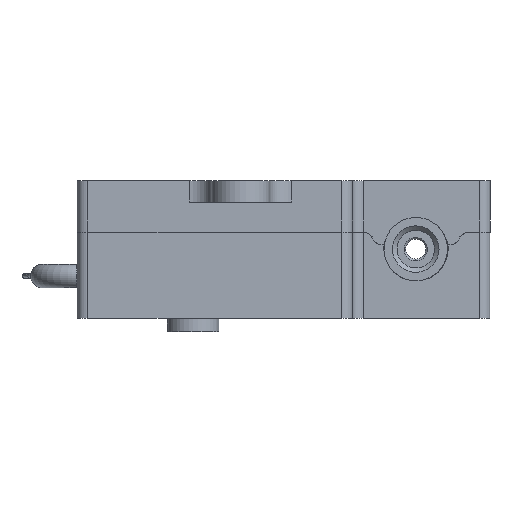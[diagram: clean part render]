
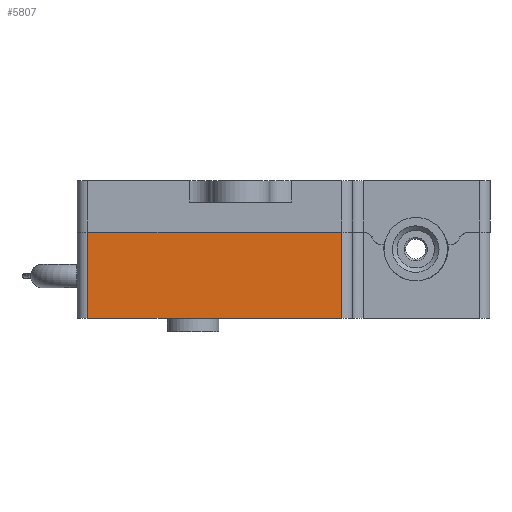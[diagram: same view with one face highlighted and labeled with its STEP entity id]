
A CAD part, front view. The second image highlights one B-rep face of the part: STEP entity #5807.
In plain terms, the highlighted planar face has unit normal (0, -1, 0).
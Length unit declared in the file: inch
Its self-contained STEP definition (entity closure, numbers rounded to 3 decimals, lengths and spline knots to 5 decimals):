
#716=FACE_OUTER_BOUND('',#1061,.T.);
#1061=EDGE_LOOP('',(#4372,#4373,#4374,#4375));
#1558=LINE('',#9271,#2087);
#1577=LINE('',#9333,#2106);
#1579=LINE('',#9339,#2108);
#1580=LINE('',#9340,#2109);
#2087=VECTOR('',#7386,0.3937);
#2106=VECTOR('',#7447,0.3937);
#2108=VECTOR('',#7453,0.3937);
#2109=VECTOR('',#7454,0.3937);
#2638=VERTEX_POINT('',#9268);
#2639=VERTEX_POINT('',#9270);
#2661=VERTEX_POINT('',#9332);
#2663=VERTEX_POINT('',#9338);
#3293=EDGE_CURVE('',#2639,#2638,#1558,.T.);
#3322=EDGE_CURVE('',#2639,#2661,#1577,.T.);
#3325=EDGE_CURVE('',#2663,#2638,#1579,.T.);
#3326=EDGE_CURVE('',#2661,#2663,#1580,.T.);
#4372=ORIENTED_EDGE('',*,*,#3322,.F.);
#4373=ORIENTED_EDGE('',*,*,#3293,.T.);
#4374=ORIENTED_EDGE('',*,*,#3325,.F.);
#4375=ORIENTED_EDGE('',*,*,#3326,.F.);
#5594=PLANE('',#6395);
#5807=ADVANCED_FACE('',(#716),#5594,.T.);
#6395=AXIS2_PLACEMENT_3D('',#9337,#7451,#7452);
#7386=DIRECTION('',(-1.,0.,0.));
#7447=DIRECTION('',(0.,0.,-1.));
#7451=DIRECTION('center_axis',(0.,-1.,0.));
#7452=DIRECTION('ref_axis',(0.,0.,-1.));
#7453=DIRECTION('',(0.,0.,1.));
#7454=DIRECTION('',(-1.,0.,0.));
#9268=CARTESIAN_POINT('',(-1.12533,-0.39221,0.5));
#9270=CARTESIAN_POINT('',(0.34967,-0.39221,0.5));
#9271=CARTESIAN_POINT('',(0.19112,-0.39221,0.5));
#9332=CARTESIAN_POINT('',(0.34967,-0.39221,0.));
#9333=CARTESIAN_POINT('',(0.34967,-0.39221,0.));
#9337=CARTESIAN_POINT('Origin',(0.41217,-0.39221,0.));
#9338=CARTESIAN_POINT('',(-1.12533,-0.39221,0.));
#9339=CARTESIAN_POINT('',(-1.12533,-0.39221,0.));
#9340=CARTESIAN_POINT('',(0.41217,-0.39221,0.));
